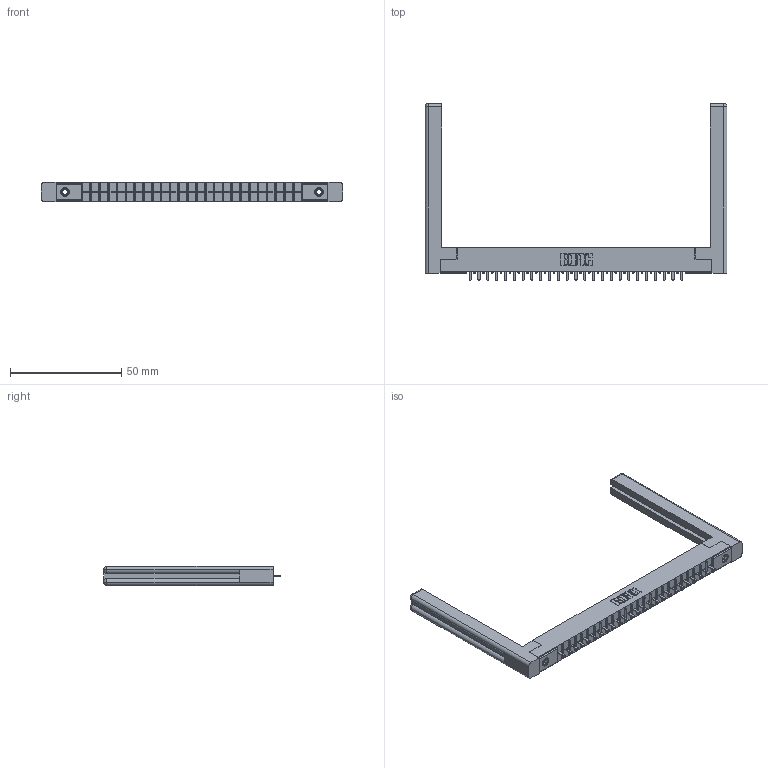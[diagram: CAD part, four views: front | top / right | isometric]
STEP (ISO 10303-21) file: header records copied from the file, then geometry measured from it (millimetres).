
FILE_DESCRIPTION (( 'STEP AP203' ), '1' );
FILE_NAME ('316-025-421-158.STEP', '2020-09-22T22:10:47', ( '' ), ( '' ), 'SwSTEP 2.0', 'SolidWorks 2020', '' );
FILE_SCHEMA (( 'CONFIG_CONTROL_DESIGN' ));
Length unit declared in the file: inch
Products named in the file (5): 307-220-058; 345-250-001_345-250-001-102; 306 Part_.156 Dia; 306-290-001_121; 316-025-421-158
Assembly tree (30 placements, depth 2):
  316-025-421-158
    306 Part_.156 Dia
    306-290-001_121  x25
    345-250-001_345-250-001-102  x2
    307-220-058  x2
Bounding box: 135.69 x 79.53 x 8.71 mm (x, y, z)
Volume: 16911 mm3; surface area: 18900.5 mm2
Topology: 30 solids, 30 shells, 2008 faces, 5595 edges, 3582 vertices
Faces by surface type: plane 1327, cylinder 557, sphere 100, cone 12, torus 12
Entity records: 28105 total; most frequent: CARTESIAN_POINT 4725, ORIENTED_EDGE 4624, DIRECTION 4616, EDGE_CURVE 2312, VECTOR 1794, LINE 1794, VERTEX_POINT 1466, AXIS2_PLACEMENT_3D 1411
